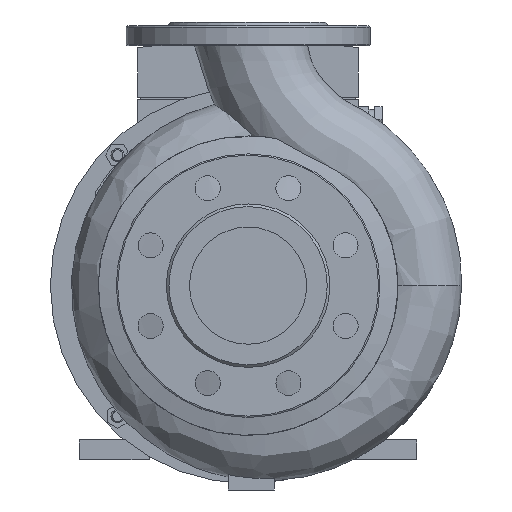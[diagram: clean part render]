
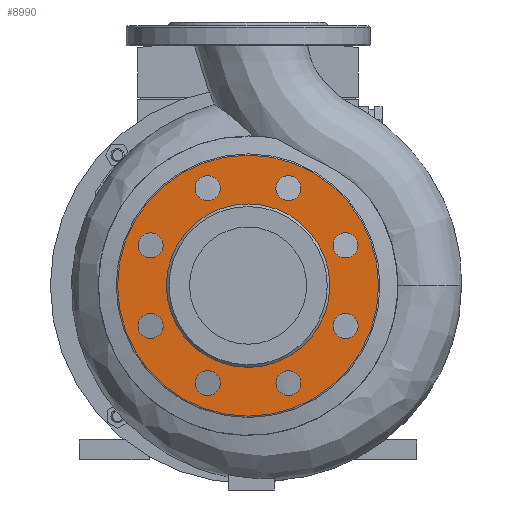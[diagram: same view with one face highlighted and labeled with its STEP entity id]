
A CAD part, left-side view. The second image highlights one B-rep face of the part: STEP entity #8990.
In plain terms, the highlighted planar face has unit normal (-1, 0, 0).
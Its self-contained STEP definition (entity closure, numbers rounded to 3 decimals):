
#318=FACE_BOUND('',#1919,.T.);
#319=FACE_BOUND('',#1920,.T.);
#320=FACE_BOUND('',#1921,.T.);
#321=FACE_BOUND('',#1922,.T.);
#322=FACE_BOUND('',#1923,.T.);
#323=FACE_BOUND('',#1924,.T.);
#324=FACE_BOUND('',#1925,.T.);
#325=FACE_BOUND('',#1926,.T.);
#326=FACE_BOUND('',#1927,.T.);
#488=CIRCLE('',#9643,9.5);
#490=CIRCLE('',#9646,9.5);
#492=CIRCLE('',#9649,9.5);
#494=CIRCLE('',#9652,9.5);
#496=CIRCLE('',#9655,9.5);
#498=CIRCLE('',#9658,9.5);
#500=CIRCLE('',#9661,9.5);
#502=CIRCLE('',#9664,9.5);
#503=CIRCLE('',#9666,62.);
#505=CIRCLE('',#9669,99.);
#911=PLANE('',#9668);
#1298=FACE_OUTER_BOUND('',#1918,.T.);
#1918=EDGE_LOOP('',(#7076));
#1919=EDGE_LOOP('',(#7077));
#1920=EDGE_LOOP('',(#7078));
#1921=EDGE_LOOP('',(#7079));
#1922=EDGE_LOOP('',(#7080));
#1923=EDGE_LOOP('',(#7081));
#1924=EDGE_LOOP('',(#7082));
#1925=EDGE_LOOP('',(#7083));
#1926=EDGE_LOOP('',(#7084));
#1927=EDGE_LOOP('',(#7085));
#4276=VERTEX_POINT('',#14674);
#4278=VERTEX_POINT('',#14679);
#4280=VERTEX_POINT('',#14684);
#4282=VERTEX_POINT('',#14689);
#4284=VERTEX_POINT('',#14694);
#4286=VERTEX_POINT('',#14699);
#4288=VERTEX_POINT('',#14704);
#4290=VERTEX_POINT('',#14709);
#4291=VERTEX_POINT('',#14712);
#4293=VERTEX_POINT('',#14717);
#5299=EDGE_CURVE('',#4276,#4276,#488,.T.);
#5301=EDGE_CURVE('',#4278,#4278,#490,.T.);
#5303=EDGE_CURVE('',#4280,#4280,#492,.T.);
#5305=EDGE_CURVE('',#4282,#4282,#494,.T.);
#5307=EDGE_CURVE('',#4284,#4284,#496,.T.);
#5309=EDGE_CURVE('',#4286,#4286,#498,.T.);
#5311=EDGE_CURVE('',#4288,#4288,#500,.T.);
#5313=EDGE_CURVE('',#4290,#4290,#502,.T.);
#5314=EDGE_CURVE('',#4291,#4291,#503,.T.);
#5316=EDGE_CURVE('',#4293,#4293,#505,.T.);
#7076=ORIENTED_EDGE('',*,*,#5316,.T.);
#7077=ORIENTED_EDGE('',*,*,#5299,.F.);
#7078=ORIENTED_EDGE('',*,*,#5301,.F.);
#7079=ORIENTED_EDGE('',*,*,#5303,.F.);
#7080=ORIENTED_EDGE('',*,*,#5305,.F.);
#7081=ORIENTED_EDGE('',*,*,#5307,.F.);
#7082=ORIENTED_EDGE('',*,*,#5309,.F.);
#7083=ORIENTED_EDGE('',*,*,#5311,.F.);
#7084=ORIENTED_EDGE('',*,*,#5313,.F.);
#7085=ORIENTED_EDGE('',*,*,#5314,.F.);
#8990=ADVANCED_FACE('',(#1298,#318,#319,#320,#321,#322,#323,#324,#325,#326),
#911,.F.);
#9643=AXIS2_PLACEMENT_3D('',#14675,#11213,#11214);
#9646=AXIS2_PLACEMENT_3D('',#14680,#11219,#11220);
#9649=AXIS2_PLACEMENT_3D('',#14685,#11225,#11226);
#9652=AXIS2_PLACEMENT_3D('',#14690,#11231,#11232);
#9655=AXIS2_PLACEMENT_3D('',#14695,#11237,#11238);
#9658=AXIS2_PLACEMENT_3D('',#14700,#11243,#11244);
#9661=AXIS2_PLACEMENT_3D('',#14705,#11249,#11250);
#9664=AXIS2_PLACEMENT_3D('',#14710,#11255,#11256);
#9666=AXIS2_PLACEMENT_3D('',#14713,#11259,#11260);
#9668=AXIS2_PLACEMENT_3D('',#14716,#11263,#11264);
#9669=AXIS2_PLACEMENT_3D('',#14718,#11265,#11266);
#11213=DIRECTION('center_axis',(-1.,0.,0.));
#11214=DIRECTION('ref_axis',(0.,0.707,-0.707));
#11219=DIRECTION('center_axis',(-1.,0.,0.));
#11220=DIRECTION('ref_axis',(0.,1.,0.));
#11225=DIRECTION('center_axis',(-1.,0.,0.));
#11226=DIRECTION('ref_axis',(0.,0.707,0.707));
#11231=DIRECTION('center_axis',(-1.,0.,0.));
#11232=DIRECTION('ref_axis',(0.,0.,
1.));
#11237=DIRECTION('center_axis',(-1.,0.,0.));
#11238=DIRECTION('ref_axis',(0.,-0.707,0.707));
#11243=DIRECTION('center_axis',(-1.,0.,0.));
#11244=DIRECTION('ref_axis',(0.,-1.,0.));
#11249=DIRECTION('center_axis',(-1.,0.,0.));
#11250=DIRECTION('ref_axis',(0.,-0.707,-0.707));
#11255=DIRECTION('center_axis',(-1.,0.,0.));
#11256=DIRECTION('ref_axis',(0.,0.,-1.));
#11259=DIRECTION('center_axis',(-1.,0.,0.));
#11260=DIRECTION('ref_axis',(0.,-1.,0.));
#11263=DIRECTION('center_axis',(1.,0.,0.));
#11264=DIRECTION('ref_axis',(0.,0.,1.));
#11265=DIRECTION('center_axis',(-1.,0.,0.));
#11266=DIRECTION('ref_axis',(0.,-1.,0.));
#14674=CARTESIAN_POINT('',(-98.,-80.628,108.103));
#14675=CARTESIAN_POINT('Origin',(-98.,-73.91,101.385));
#14679=CARTESIAN_POINT('',(-98.,-40.115,58.09));
#14680=CARTESIAN_POINT('Origin',(-98.,-30.615,58.09));
#14684=CARTESIAN_POINT('',(-98.,23.897,51.372));
#14685=CARTESIAN_POINT('Origin',(-98.,30.615,58.09));
#14689=CARTESIAN_POINT('',(-98.,73.91,91.885));
#14690=CARTESIAN_POINT('Origin',(-98.,73.91,101.385));
#14694=CARTESIAN_POINT('',(-98.,80.628,155.897));
#14695=CARTESIAN_POINT('Origin',(-98.,73.91,162.615));
#14699=CARTESIAN_POINT('',(-98.,40.115,205.91));
#14700=CARTESIAN_POINT('Origin',(-98.,30.615,205.91));
#14704=CARTESIAN_POINT('',(-98.,-23.897,212.628));
#14705=CARTESIAN_POINT('Origin',(-98.,-30.615,205.91));
#14709=CARTESIAN_POINT('',(-98.,-73.91,172.115));
#14710=CARTESIAN_POINT('Origin',(-98.,-73.91,162.615));
#14712=CARTESIAN_POINT('',(-98.,-62.,132.));
#14713=CARTESIAN_POINT('Origin',(-98.,0.,132.));
#14716=CARTESIAN_POINT('Origin',(-98.,-80.5,132.));
#14717=CARTESIAN_POINT('',(-98.,-99.,132.));
#14718=CARTESIAN_POINT('Origin',(-98.,0.,132.));
